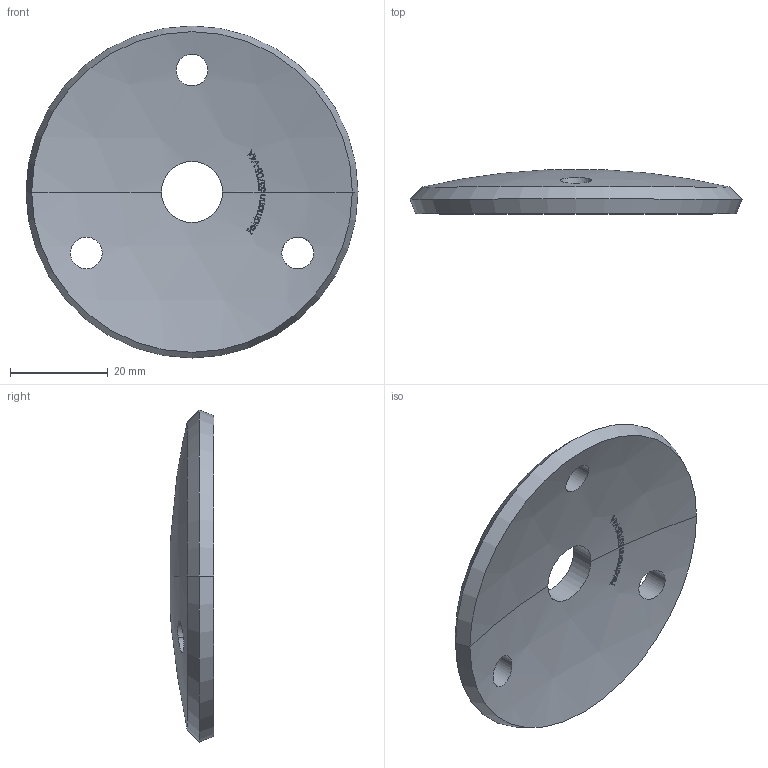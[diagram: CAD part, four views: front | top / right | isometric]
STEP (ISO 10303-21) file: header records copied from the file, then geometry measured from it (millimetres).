
FILE_DESCRIPTION (( 'STEP AP203' ), '1' );
FILE_NAME ('53705-V4A.STEP', '2020-09-22T13:07:44', ( '' ), ( '' ), 'SwSTEP 2.0', 'SolidWorks 2018', '' );
FILE_SCHEMA (( 'CONFIG_CONTROL_DESIGN' ));
Length unit declared in the file: millimetre
Products named in the file (2): 53705-V4A
Bounding box: 68 x 9 x 68 mm (x, y, z)
Volume: 16448.4 mm3; surface area: 8109.4 mm2
Topology: 1 solids, 1 shells, 236 faces, 629 edges, 416 vertices
Faces by surface type: plane 110, bspline 87, sphere 27, cylinder 8, cone 4
Entity records: 12256 total; most frequent: CARTESIAN_POINT 6648, ORIENTED_EDGE 1258, DIRECTION 943, EDGE_CURVE 629, VERTEX_POINT 416, AXIS2_PLACEMENT_3D 367, EDGE_LOOP 265, ADVANCED_FACE 236
